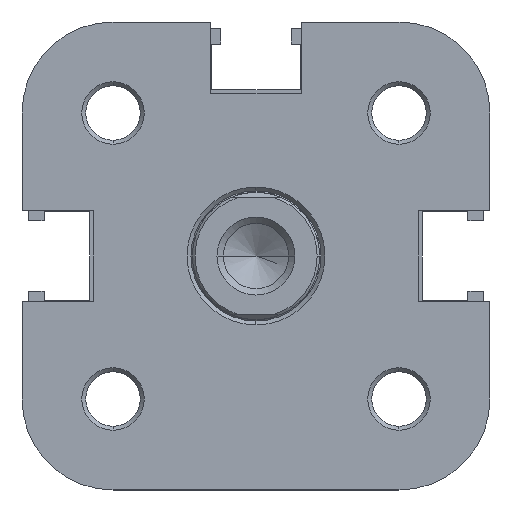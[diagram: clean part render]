
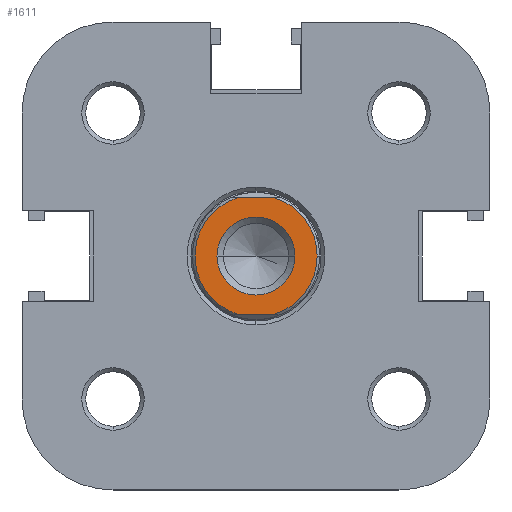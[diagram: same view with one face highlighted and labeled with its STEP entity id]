
A CAD part, left-side view. The second image highlights one B-rep face of the part: STEP entity #1611.
In plain terms, the highlighted face is planar.
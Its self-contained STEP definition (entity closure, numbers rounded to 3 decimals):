
#1254 = AXIS2_PLACEMENT_3D ( 'NONE', #1824, #1826, #1827 ) ;
#1321 = AXIS2_PLACEMENT_3D ( 'NONE', #2389, #2396, #2397 ) ;
#1324 = AXIS2_PLACEMENT_3D ( 'NONE', #2424, #2425, #2426 ) ;
#1345 = AXIS2_PLACEMENT_3D ( 'NONE', #2573, #2575, #2576 ) ;
#1351 = AXIS2_PLACEMENT_3D ( 'NONE', #2595, #2602, #2603 ) ;
#1354 = AXIS2_PLACEMENT_3D ( 'NONE', #2615, #2616, #2617 ) ;
#1611 = ADVANCED_FACE ( 'NONE', ( #5272, #5277 ), #1825, .F. ) ;
#1824 = CARTESIAN_POINT ( 'NONE',  ( 299., 0., 0. ) ) ;
#1825 = PLANE ( 'NONE',  #1254 ) ;
#1826 = DIRECTION ( 'NONE',  ( -1., 0., 0. ) ) ;
#1827 = DIRECTION ( 'NONE',  ( 0., 0., -1. ) ) ;
#2164 = CARTESIAN_POINT ( 'NONE',  ( 299., -4.5, 1.356 ) ) ;
#2165 = CARTESIAN_POINT ( 'NONE',  ( 299., 4.5, 1.356 ) ) ;
#2166 = CARTESIAN_POINT ( 'NONE',  ( 299., -4.5, -1.356 ) ) ;
#2185 = CARTESIAN_POINT ( 'NONE',  ( 299., 0., -4.7 ) ) ;
#2188 = CARTESIAN_POINT ( 'NONE',  ( 299., 0., 3. ) ) ;
#2211 = CARTESIAN_POINT ( 'NONE',  ( 299., 0., -3. ) ) ;
#2214 = CARTESIAN_POINT ( 'NONE',  ( 299., 4.5, -1.356 ) ) ;
#2389 = CARTESIAN_POINT ( 'NONE',  ( 299., 0., 0. ) ) ;
#2396 = DIRECTION ( 'NONE',  ( -1., 0., 0. ) ) ;
#2397 = DIRECTION ( 'NONE',  ( 0., 0., -1. ) ) ;
#2424 = CARTESIAN_POINT ( 'NONE',  ( 299., 0., 0. ) ) ;
#2425 = DIRECTION ( 'NONE',  ( 1., 0., 0. ) ) ;
#2426 = DIRECTION ( 'NONE',  ( 0., 0., -1. ) ) ;
#2573 = CARTESIAN_POINT ( 'NONE',  ( 299., 0., 0. ) ) ;
#2575 = DIRECTION ( 'NONE',  ( -1., 0., 0. ) ) ;
#2576 = DIRECTION ( 'NONE',  ( 0., 0., -1. ) ) ;
#2595 = CARTESIAN_POINT ( 'NONE',  ( 299., 0., 0. ) ) ;
#2602 = DIRECTION ( 'NONE',  ( -1., 0., 0. ) ) ;
#2603 = DIRECTION ( 'NONE',  ( 0., 0., -1. ) ) ;
#2610 = CARTESIAN_POINT ( 'NONE',  ( 299., -4.5, -10. ) ) ;
#2611 = DIRECTION ( 'NONE',  ( 0., 0., 1. ) ) ;
#2615 = CARTESIAN_POINT ( 'NONE',  ( 299., 0., 0. ) ) ;
#2616 = DIRECTION ( 'NONE',  ( 1., 0., 0. ) ) ;
#2617 = DIRECTION ( 'NONE',  ( 0., 0., -1. ) ) ;
#2619 = CARTESIAN_POINT ( 'NONE',  ( 299., 4.5, -10. ) ) ;
#2620 = DIRECTION ( 'NONE',  ( 0., 0., 1. ) ) ;
#3081 = VERTEX_POINT ( 'NONE', #2164 ) ;
#3082 = VERTEX_POINT ( 'NONE', #2165 ) ;
#3083 = VERTEX_POINT ( 'NONE', #2166 ) ;
#3102 = VERTEX_POINT ( 'NONE', #2185 ) ;
#3105 = VERTEX_POINT ( 'NONE', #2188 ) ;
#3128 = VERTEX_POINT ( 'NONE', #2211 ) ;
#3131 = VERTEX_POINT ( 'NONE', #2214 ) ;
#4150 = ORIENTED_EDGE ( 'NONE', *, *, #5736, .F. ) ;
#4151 = ORIENTED_EDGE ( 'NONE', *, *, #5665, .F. ) ;
#4152 = ORIENTED_EDGE ( 'NONE', *, *, #5737, .T. ) ;
#4153 = ORIENTED_EDGE ( 'NONE', *, *, #5731, .F. ) ;
#4154 = ORIENTED_EDGE ( 'NONE', *, *, #5734, .F. ) ;
#4155 = ORIENTED_EDGE ( 'NONE', *, *, #5722, .F. ) ;
#4156 = ORIENTED_EDGE ( 'NONE', *, *, #5654, .F. ) ;
#5272 = FACE_BOUND ( 'NONE', #6314, .T. ) ;
#5277 = FACE_OUTER_BOUND ( 'NONE', #6018, .T. ) ;
#5371 = CIRCLE ( 'NONE', #1321, 4.7 ) ;
#5387 = CIRCLE ( 'NONE', #1324, 3. ) ;
#5464 = CIRCLE ( 'NONE', #1345, 4.7 ) ;
#5469 = LINE ( 'NONE', #2610, #5473 ) ;
#5472 = CIRCLE ( 'NONE', #1351, 4.7 ) ;
#5473 = VECTOR ( 'NONE', #2611, 1000. ) ;
#5476 = LINE ( 'NONE', #2619, #5477 ) ;
#5477 = VECTOR ( 'NONE', #2620, 1000. ) ;
#5479 = CIRCLE ( 'NONE', #1354, 3. ) ;
#5654 = EDGE_CURVE ( 'NONE', #3131, #3102, #5371, .T. ) ;
#5665 = EDGE_CURVE ( 'NONE', #3128, #3105, #5387, .T. ) ;
#5722 = EDGE_CURVE ( 'NONE', #3102, #3083, #5464, .T. ) ;
#5731 = EDGE_CURVE ( 'NONE', #3081, #3082, #5472, .T. ) ;
#5734 = EDGE_CURVE ( 'NONE', #3083, #3081, #5469, .T. ) ;
#5736 = EDGE_CURVE ( 'NONE', #3105, #3128, #5479, .T. ) ;
#5737 = EDGE_CURVE ( 'NONE', #3131, #3082, #5476, .T. ) ;
#6018 = EDGE_LOOP ( 'NONE', ( #4152, #4153, #4154, #4155, #4156 ) ) ;
#6314 = EDGE_LOOP ( 'NONE', ( #4150, #4151 ) ) ;
